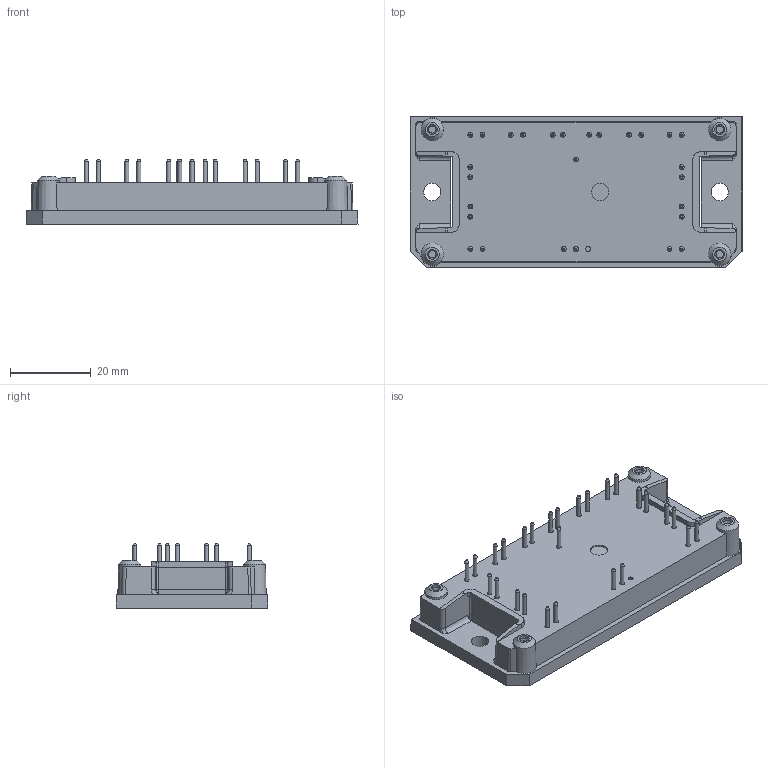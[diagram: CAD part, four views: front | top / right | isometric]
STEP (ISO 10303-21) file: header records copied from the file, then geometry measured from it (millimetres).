
FILE_DESCRIPTION(/* description */ ('Unknown'),/* implementation_level */ '2;1');
FILE_NAME(/* name */ 'Flow1-4T12W-L980(270)-01-OL',/* time_stamp */ '2016-07-29T12:42:04+02:00',/* author */ ('Unknown'),/* organization */ ('Unknown'),/* preprocessor_version */ 'ST-DEVELOPER v16',/* originating_system */ 'DEX',/* authorisation */ $);
FILE_SCHEMA (('AUTOMOTIVE_DESIGN {1 0 10303 214 3 1 1}'));
Length unit declared in the file: millimetre
Products named in the file (1): Flow1-4T12W-L980-01-OL
Bounding box: 82 x 37.4 x 16.23 mm (x, y, z)
Volume: 25860.3 mm3; surface area: 10928 mm2
Topology: 1 solids, 1 shells, 321 faces, 782 edges, 524 vertices
Faces by surface type: plane 165, cylinder 108, cone 44, bspline 4
Full cylindrical faces by diameter (mm): 1 x27, 1.2 x28, 2.4 x4, 4.3 x3
Entity records: 10711 total; most frequent: CARTESIAN_POINT 1514, DIRECTION 1508, ORIENTED_EDGE 1208, EDGE_CURVE 604, AXIS2_PLACEMENT_3D 598, EDGE_LOOP 496, FACE_BOUND 496, VERTEX_POINT 452
